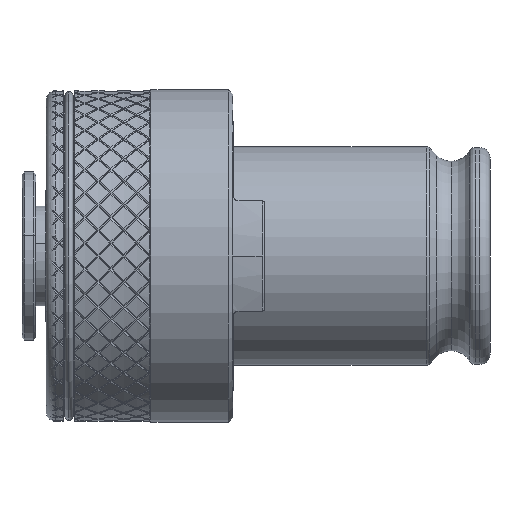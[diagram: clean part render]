
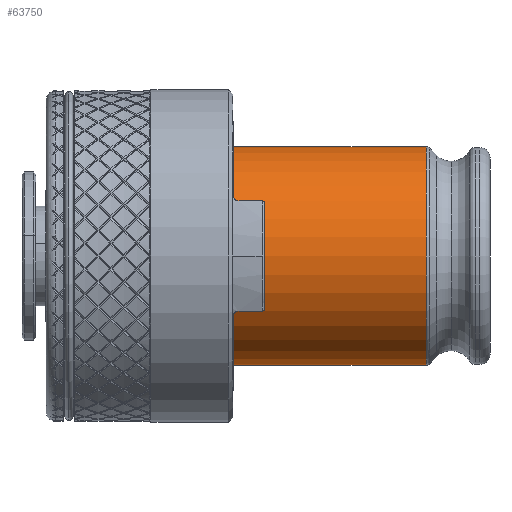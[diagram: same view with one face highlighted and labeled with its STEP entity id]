
A CAD part, front view. The second image highlights one B-rep face of the part: STEP entity #63750.
In plain terms, the highlighted cylindrical face has radius 24 mm (diameter 48 mm), a partial arc.
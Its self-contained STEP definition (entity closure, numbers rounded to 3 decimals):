
#31 = LINE ( 'NONE', #49143, #13883 ) ;
#2131 = EDGE_CURVE ( 'NONE', #24439, #25771, #2994, .T. ) ;
#2259 = CARTESIAN_POINT ( 'NONE',  ( 0., 0., 0. ) ) ;
#2994 = CIRCLE ( 'NONE', #14793, 24. ) ;
#5938 = DIRECTION ( 'NONE',  ( 1., 0., 0. ) ) ;
#11813 = EDGE_CURVE ( 'NONE', #22906, #72806, #76118, .T. ) ;
#13591 = CARTESIAN_POINT ( 'NONE',  ( 9.884, 0., -24. ) ) ;
#13883 = VECTOR ( 'NONE', #73550, 1000. ) ;
#14793 = AXIS2_PLACEMENT_3D ( 'NONE', #65659, #30245, #71672 ) ;
#16949 = AXIS2_PLACEMENT_3D ( 'NONE', #41472, #5938, #47341 ) ;
#19437 = EDGE_LOOP ( 'NONE', ( #21396, #50679, #35994, #50460 ) ) ;
#21396 = ORIENTED_EDGE ( 'NONE', *, *, #23010, .F. ) ;
#22906 = VERTEX_POINT ( 'NONE', #36384 ) ;
#23010 = EDGE_CURVE ( 'NONE', #22906, #24439, #43504, .T. ) ;
#24439 = VERTEX_POINT ( 'NONE', #25973 ) ;
#25771 = VERTEX_POINT ( 'NONE', #57396 ) ;
#25973 = CARTESIAN_POINT ( 'NONE',  ( 53.18, 0., 24. ) ) ;
#29329 = FACE_OUTER_BOUND ( 'NONE', #19437, .T. ) ;
#30245 = DIRECTION ( 'NONE',  ( 1., 0., 0. ) ) ;
#35994 = ORIENTED_EDGE ( 'NONE', *, *, #58871, .T. ) ;
#36384 = CARTESIAN_POINT ( 'NONE',  ( 9.884, 0., 24. ) ) ;
#37807 = DIRECTION ( 'NONE',  ( 1., 0., 0. ) ) ;
#39425 = DIRECTION ( 'NONE',  ( 1., 0., 0. ) ) ;
#41331 = CYLINDRICAL_SURFACE ( 'NONE', #42550, 24. ) ;
#41472 = CARTESIAN_POINT ( 'NONE',  ( 9.884, 0., 0. ) ) ;
#42550 = AXIS2_PLACEMENT_3D ( 'NONE', #2259, #37807, #55570 ) ;
#43504 = LINE ( 'NONE', #74932, #75083 ) ;
#47341 = DIRECTION ( 'NONE',  ( 0., 0., -1. ) ) ;
#49143 = CARTESIAN_POINT ( 'NONE',  ( 0., 0., -24. ) ) ;
#50460 = ORIENTED_EDGE ( 'NONE', *, *, #2131, .F. ) ;
#50679 = ORIENTED_EDGE ( 'NONE', *, *, #11813, .T. ) ;
#55570 = DIRECTION ( 'NONE',  ( 0., 0., -1. ) ) ;
#57396 = CARTESIAN_POINT ( 'NONE',  ( 53.18, 0., -24. ) ) ;
#58871 = EDGE_CURVE ( 'NONE', #72806, #25771, #31, .T. ) ;
#63750 = ADVANCED_FACE ( 'NONE', ( #29329 ), #41331, .T. ) ;
#65659 = CARTESIAN_POINT ( 'NONE',  ( 53.18, 0., 0. ) ) ;
#71672 = DIRECTION ( 'NONE',  ( 0., 0., -1. ) ) ;
#72806 = VERTEX_POINT ( 'NONE', #13591 ) ;
#73550 = DIRECTION ( 'NONE',  ( 1., 0., 0. ) ) ;
#74932 = CARTESIAN_POINT ( 'NONE',  ( 0., 0., 24. ) ) ;
#75083 = VECTOR ( 'NONE', #39425, 1000. ) ;
#76118 = CIRCLE ( 'NONE', #16949, 24. ) ;
